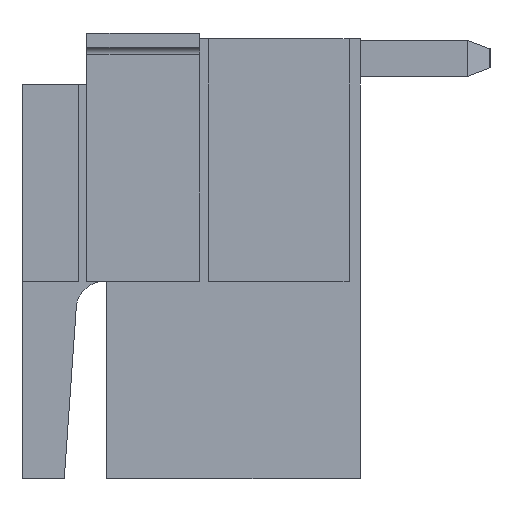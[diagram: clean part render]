
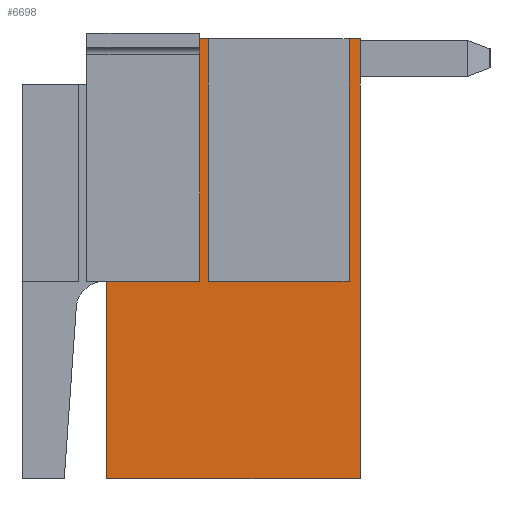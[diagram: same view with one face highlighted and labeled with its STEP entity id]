
A CAD part, left-side view. The second image highlights one B-rep face of the part: STEP entity #6698.
In plain terms, the highlighted planar face has unit normal (-1, 0, 0).
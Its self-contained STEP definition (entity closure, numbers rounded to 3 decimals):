
#268 = LINE ( 'NONE', #4742, #5864 ) ;
#490 = EDGE_CURVE ( 'NONE', #2650, #7993, #8019, .T. ) ;
#509 = CARTESIAN_POINT ( 'NONE',  ( -12.5, 1.65, 3.1 ) ) ;
#620 = VERTEX_POINT ( 'NONE', #2254 ) ;
#693 = DIRECTION ( 'NONE',  ( 0., 1., 0. ) ) ;
#794 = ORIENTED_EDGE ( 'NONE', *, *, #1633, .F. ) ;
#878 = CARTESIAN_POINT ( 'NONE',  ( -12.5, 1.15, 3.9 ) ) ;
#925 = DIRECTION ( 'NONE',  ( 0., 1., 0. ) ) ;
#1040 = ORIENTED_EDGE ( 'NONE', *, *, #490, .F. ) ;
#1079 = VERTEX_POINT ( 'NONE', #7583 ) ;
#1122 = DIRECTION ( 'NONE',  ( 0., -1., 0. ) ) ;
#1145 = CARTESIAN_POINT ( 'NONE',  ( -12.5, -2.9, 3.9 ) ) ;
#1531 = CARTESIAN_POINT ( 'NONE',  ( -12.5, -0.25, 3.875 ) ) ;
#1633 = EDGE_CURVE ( 'NONE', #620, #8476, #3333, .T. ) ;
#1706 = CARTESIAN_POINT ( 'NONE',  ( -12.5, 1.4, -3.9 ) ) ;
#1884 = CARTESIAN_POINT ( 'NONE',  ( -12.5, 1.166, 3.875 ) ) ;
#2037 = ORIENTED_EDGE ( 'NONE', *, *, #7596, .T. ) ;
#2062 = LINE ( 'NONE', #509, #8436 ) ;
#2126 = LINE ( 'NONE', #4213, #6349 ) ;
#2131 = VERTEX_POINT ( 'NONE', #1884 ) ;
#2159 = DIRECTION ( 'NONE',  ( 0., 0., 1. ) ) ;
#2162 = DIRECTION ( 'NONE',  ( 0., 0., -1. ) ) ;
#2254 = CARTESIAN_POINT ( 'NONE',  ( -12.5, -2.9, -0.4 ) ) ;
#2284 = LINE ( 'NONE', #8076, #3173 ) ;
#2335 = FACE_OUTER_BOUND ( 'NONE', #4659, .T. ) ;
#2427 = VECTOR ( 'NONE', #6299, 1000. ) ;
#2488 = DIRECTION ( 'NONE',  ( 0., 0., 1. ) ) ;
#2495 = EDGE_CURVE ( 'NONE', #2650, #1079, #5234, .T. ) ;
#2600 = ORIENTED_EDGE ( 'NONE', *, *, #5128, .T. ) ;
#2650 = VERTEX_POINT ( 'NONE', #5460 ) ;
#2725 = CARTESIAN_POINT ( 'NONE',  ( -12.5, -0.4, 3.9 ) ) ;
#3023 = DIRECTION ( 'NONE',  ( 0., -1., 0. ) ) ;
#3173 = VECTOR ( 'NONE', #7339, 1000. ) ;
#3261 = CARTESIAN_POINT ( 'NONE',  ( -12.5, -2.9, -0.4 ) ) ;
#3323 = CARTESIAN_POINT ( 'NONE',  ( -12.5, 1.15, 3.9 ) ) ;
#3333 = LINE ( 'NONE', #9370, #2427 ) ;
#3498 = CARTESIAN_POINT ( 'NONE',  ( -12.5, -0.25, -0.4 ) ) ;
#3789 = VECTOR ( 'NONE', #925, 1000. ) ;
#3997 = VECTOR ( 'NONE', #2488, 1000. ) ;
#4125 = EDGE_CURVE ( 'NONE', #8147, #7739, #9413, .T. ) ;
#4143 = ORIENTED_EDGE ( 'NONE', *, *, #8924, .F. ) ;
#4213 = CARTESIAN_POINT ( 'NONE',  ( -12.5, 1.75, 3.875 ) ) ;
#4319 = CARTESIAN_POINT ( 'NONE',  ( -12.5, -2.9, -3.9 ) ) ;
#4564 = VECTOR ( 'NONE', #2159, 1000. ) ;
#4582 = VECTOR ( 'NONE', #3023, 1000. ) ;
#4587 = DIRECTION ( 'NONE',  ( 1., 0., 0. ) ) ;
#4659 = EDGE_LOOP ( 'NONE', ( #6934, #4143, #2600, #1040, #7550, #7614, #794, #6054, #2037, #7135, #6426, #5065 ) ) ;
#4670 = EDGE_CURVE ( 'NONE', #2131, #7387, #2126, .T. ) ;
#4742 = CARTESIAN_POINT ( 'NONE',  ( -12.5, 1.75, -0.4 ) ) ;
#4929 = DIRECTION ( 'NONE',  ( 0., -1., 0. ) ) ;
#5065 = ORIENTED_EDGE ( 'NONE', *, *, #4670, .T. ) ;
#5128 = EDGE_CURVE ( 'NONE', #8624, #7993, #5365, .T. ) ;
#5129 = CARTESIAN_POINT ( 'NONE',  ( -12.5, -3.1, -5.067 ) ) ;
#5234 = LINE ( 'NONE', #5129, #4564 ) ;
#5307 = PLANE ( 'NONE',  #7363 ) ;
#5346 = VECTOR ( 'NONE', #2162, 1000. ) ;
#5365 = LINE ( 'NONE', #1706, #5346 ) ;
#5445 = LINE ( 'NONE', #3261, #3789 ) ;
#5460 = CARTESIAN_POINT ( 'NONE',  ( -12.5, -3.1, -3.9 ) ) ;
#5568 = VECTOR ( 'NONE', #1122, 1000. ) ;
#5578 = EDGE_CURVE ( 'NONE', #8476, #1079, #6721, .T. ) ;
#5864 = VECTOR ( 'NONE', #4929, 1000. ) ;
#6054 = ORIENTED_EDGE ( 'NONE', *, *, #6803, .T. ) ;
#6084 = CARTESIAN_POINT ( 'NONE',  ( -12.5, 1.4, -3.9 ) ) ;
#6185 = LINE ( 'NONE', #9168, #3997 ) ;
#6200 = CARTESIAN_POINT ( 'NONE',  ( -12.5, -0.4, -0.4 ) ) ;
#6299 = DIRECTION ( 'NONE',  ( 0., 0., 1. ) ) ;
#6329 = EDGE_CURVE ( 'NONE', #2131, #8147, #2062, .T. ) ;
#6349 = VECTOR ( 'NONE', #9391, 1000. ) ;
#6426 = ORIENTED_EDGE ( 'NONE', *, *, #6329, .F. ) ;
#6503 = VECTOR ( 'NONE', #693, 1000. ) ;
#6606 = CARTESIAN_POINT ( 'NONE',  ( -12.5, 1.4, -0.4 ) ) ;
#6698 = ADVANCED_FACE ( 'NONE', ( #2335 ), #5307, .F. ) ;
#6721 = LINE ( 'NONE', #878, #4582 ) ;
#6803 = EDGE_CURVE ( 'NONE', #620, #8998, #5445, .T. ) ;
#6934 = ORIENTED_EDGE ( 'NONE', *, *, #9495, .F. ) ;
#7135 = ORIENTED_EDGE ( 'NONE', *, *, #4125, .F. ) ;
#7137 = CARTESIAN_POINT ( 'NONE',  ( -12.5, 1.15, 3.9 ) ) ;
#7339 = DIRECTION ( 'NONE',  ( 0., 0., 1. ) ) ;
#7363 = AXIS2_PLACEMENT_3D ( 'NONE', #7636, #4587, #7494 ) ;
#7387 = VERTEX_POINT ( 'NONE', #1531 ) ;
#7494 = DIRECTION ( 'NONE',  ( 0., 0., -1. ) ) ;
#7550 = ORIENTED_EDGE ( 'NONE', *, *, #2495, .T. ) ;
#7583 = CARTESIAN_POINT ( 'NONE',  ( -12.5, -3.1, 3.9 ) ) ;
#7596 = EDGE_CURVE ( 'NONE', #8998, #7739, #6185, .T. ) ;
#7614 = ORIENTED_EDGE ( 'NONE', *, *, #5578, .F. ) ;
#7636 = CARTESIAN_POINT ( 'NONE',  ( -12.5, 0., 0. ) ) ;
#7739 = VERTEX_POINT ( 'NONE', #2725 ) ;
#7993 = VERTEX_POINT ( 'NONE', #6084 ) ;
#8019 = LINE ( 'NONE', #4319, #6503 ) ;
#8076 = CARTESIAN_POINT ( 'NONE',  ( -12.5, -0.25, -0.4 ) ) ;
#8096 = VERTEX_POINT ( 'NONE', #3498 ) ;
#8147 = VERTEX_POINT ( 'NONE', #7137 ) ;
#8436 = VECTOR ( 'NONE', #9479, 1000. ) ;
#8476 = VERTEX_POINT ( 'NONE', #1145 ) ;
#8624 = VERTEX_POINT ( 'NONE', #6606 ) ;
#8924 = EDGE_CURVE ( 'NONE', #8624, #8096, #268, .T. ) ;
#8998 = VERTEX_POINT ( 'NONE', #6200 ) ;
#9168 = CARTESIAN_POINT ( 'NONE',  ( -12.5, -0.4, -3.195 ) ) ;
#9370 = CARTESIAN_POINT ( 'NONE',  ( -12.5, -2.9, -3.195 ) ) ;
#9391 = DIRECTION ( 'NONE',  ( 0., -1., 0. ) ) ;
#9413 = LINE ( 'NONE', #3323, #5568 ) ;
#9479 = DIRECTION ( 'NONE',  ( 0., -0.53, 0.848 ) ) ;
#9495 = EDGE_CURVE ( 'NONE', #8096, #7387, #2284, .T. ) ;
